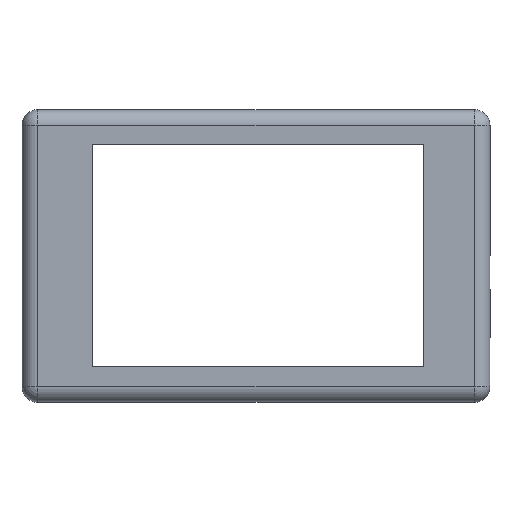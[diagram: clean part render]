
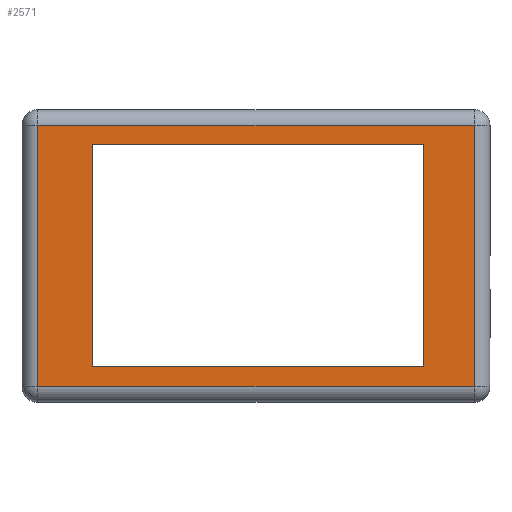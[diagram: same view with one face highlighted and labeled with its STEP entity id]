
A CAD part, front view. The second image highlights one B-rep face of the part: STEP entity #2571.
In plain terms, the highlighted planar face has unit normal (0, -1, 0).
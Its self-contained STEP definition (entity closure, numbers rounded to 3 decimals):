
#65 = DIRECTION ( 'NONE',  ( 0., 0., 1. ) ) ;
#86 = EDGE_CURVE ( 'NONE', #2114, #1079, #1000, .T. ) ;
#131 = CARTESIAN_POINT ( 'NONE',  ( 42.95, 0., 28.7 ) ) ;
#164 = VERTEX_POINT ( 'NONE', #2432 ) ;
#277 = EDGE_CURVE ( 'NONE', #1437, #1939, #1525, .T. ) ;
#285 = LINE ( 'NONE', #2632, #1836 ) ;
#394 = ORIENTED_EDGE ( 'NONE', *, *, #989, .T. ) ;
#396 = ORIENTED_EDGE ( 'NONE', *, *, #2553, .T. ) ;
#399 = ORIENTED_EDGE ( 'NONE', *, *, #2153, .T. ) ;
#416 = ORIENTED_EDGE ( 'NONE', *, *, #277, .T. ) ;
#419 = ORIENTED_EDGE ( 'NONE', *, *, #86, .F. ) ;
#453 = ORIENTED_EDGE ( 'NONE', *, *, #2578, .F. ) ;
#454 = CARTESIAN_POINT ( 'NONE',  ( -42.04, 0., 28.7 ) ) ;
#458 = ORIENTED_EDGE ( 'NONE', *, *, #1375, .F. ) ;
#468 = ORIENTED_EDGE ( 'NONE', *, *, #524, .F. ) ;
#484 = FACE_OUTER_BOUND ( 'NONE', #1534, .T. ) ;
#524 = EDGE_CURVE ( 'NONE', #164, #2114, #1943, .T. ) ;
#564 = DIRECTION ( 'NONE',  ( 1., 0., 0. ) ) ;
#602 = CARTESIAN_POINT ( 'NONE',  ( 0., 0., 33.5 ) ) ;
#606 = VECTOR ( 'NONE', #1148, 1000. ) ;
#611 = DIRECTION ( 'NONE',  ( -1., 0., 0. ) ) ;
#634 = CARTESIAN_POINT ( 'NONE',  ( -56., 0., 0. ) ) ;
#687 = DIRECTION ( 'NONE',  ( 0., 0., -1. ) ) ;
#777 = LINE ( 'NONE', #131, #1252 ) ;
#815 = VECTOR ( 'NONE', #1613, 1000. ) ;
#901 = LINE ( 'NONE', #634, #2513 ) ;
#943 = PLANE ( 'NONE',  #982 ) ;
#982 = AXIS2_PLACEMENT_3D ( 'NONE', #1135, #1145, #1353 ) ;
#989 = EDGE_CURVE ( 'NONE', #1882, #1437, #2045, .T. ) ;
#1000 = LINE ( 'NONE', #1949, #815 ) ;
#1003 = CARTESIAN_POINT ( 'NONE',  ( 56., 0., 0. ) ) ;
#1009 = VECTOR ( 'NONE', #1022, 1000. ) ;
#1013 = CARTESIAN_POINT ( 'NONE',  ( 0., 0., -33.5 ) ) ;
#1022 = DIRECTION ( 'NONE',  ( 0., 0., 1. ) ) ;
#1079 = VERTEX_POINT ( 'NONE', #1705 ) ;
#1110 = CARTESIAN_POINT ( 'NONE',  ( -56., 0., 33.5 ) ) ;
#1135 = CARTESIAN_POINT ( 'NONE',  ( 0., 0., 0. ) ) ;
#1145 = DIRECTION ( 'NONE',  ( 0., 1., 0. ) ) ;
#1148 = DIRECTION ( 'NONE',  ( 1., 0., 0. ) ) ;
#1252 = VECTOR ( 'NONE', #65, 1000. ) ;
#1261 = VECTOR ( 'NONE', #1597, 1000. ) ;
#1300 = CARTESIAN_POINT ( 'NONE',  ( -56., 0., -33.5 ) ) ;
#1305 = CARTESIAN_POINT ( 'NONE',  ( 42.95, 0., -28.26 ) ) ;
#1339 = VECTOR ( 'NONE', #611, 1000. ) ;
#1353 = DIRECTION ( 'NONE',  ( 0., 0., 1. ) ) ;
#1375 = EDGE_CURVE ( 'NONE', #2224, #164, #777, .T. ) ;
#1437 = VERTEX_POINT ( 'NONE', #1973 ) ;
#1525 = LINE ( 'NONE', #602, #1261 ) ;
#1534 = EDGE_LOOP ( 'NONE', ( #416, #399, #396, #394 ) ) ;
#1597 = DIRECTION ( 'NONE',  ( -1., 0., 0. ) ) ;
#1613 = DIRECTION ( 'NONE',  ( 0., 0., -1. ) ) ;
#1705 = CARTESIAN_POINT ( 'NONE',  ( -42.04, 0., -28.26 ) ) ;
#1749 = CARTESIAN_POINT ( 'NONE',  ( 56., 0., -33.5 ) ) ;
#1778 = EDGE_LOOP ( 'NONE', ( #468, #458, #453, #419 ) ) ;
#1836 = VECTOR ( 'NONE', #564, 1000. ) ;
#1882 = VERTEX_POINT ( 'NONE', #1749 ) ;
#1939 = VERTEX_POINT ( 'NONE', #1110 ) ;
#1943 = LINE ( 'NONE', #454, #1339 ) ;
#1949 = CARTESIAN_POINT ( 'NONE',  ( -42.04, 0., 28.7 ) ) ;
#1973 = CARTESIAN_POINT ( 'NONE',  ( 56., 0., 33.5 ) ) ;
#2045 = LINE ( 'NONE', #1003, #1009 ) ;
#2103 = FACE_BOUND ( 'NONE', #1778, .T. ) ;
#2114 = VERTEX_POINT ( 'NONE', #2389 ) ;
#2143 = VERTEX_POINT ( 'NONE', #1300 ) ;
#2153 = EDGE_CURVE ( 'NONE', #1939, #2143, #901, .T. ) ;
#2160 = LINE ( 'NONE', #1013, #606 ) ;
#2224 = VERTEX_POINT ( 'NONE', #1305 ) ;
#2389 = CARTESIAN_POINT ( 'NONE',  ( -42.04, 0., 28.7 ) ) ;
#2432 = CARTESIAN_POINT ( 'NONE',  ( 42.95, 0., 28.7 ) ) ;
#2513 = VECTOR ( 'NONE', #687, 1000. ) ;
#2553 = EDGE_CURVE ( 'NONE', #2143, #1882, #2160, .T. ) ;
#2571 = ADVANCED_FACE ( 'NONE', ( #2103, #484 ), #943, .F. ) ;
#2578 = EDGE_CURVE ( 'NONE', #1079, #2224, #285, .T. ) ;
#2632 = CARTESIAN_POINT ( 'NONE',  ( -42.04, 0., -28.26 ) ) ;
